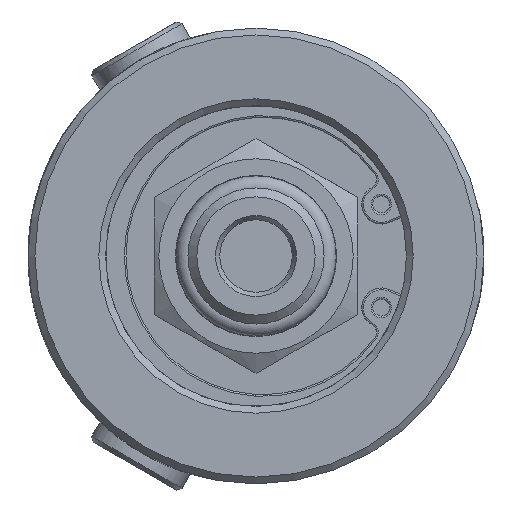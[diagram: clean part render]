
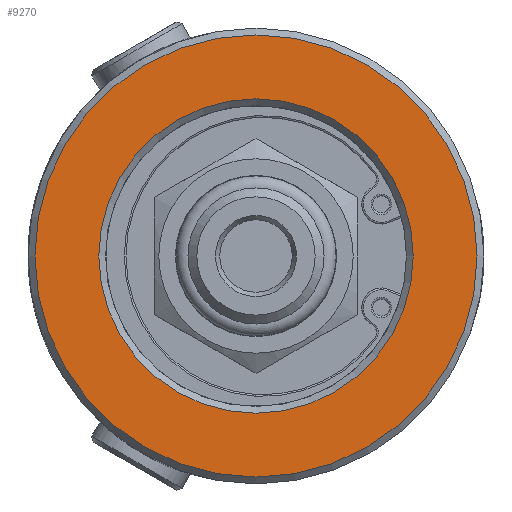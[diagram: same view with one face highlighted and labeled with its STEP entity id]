
A CAD part, left-side view. The second image highlights one B-rep face of the part: STEP entity #9270.
In plain terms, the highlighted planar face has unit normal (-1, 0, 0).
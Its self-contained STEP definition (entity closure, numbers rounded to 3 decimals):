
#373=FACE_BOUND('',#2750,.T.);
#496=PLANE('',#10034);
#2187=FACE_OUTER_BOUND('',#2749,.T.);
#2749=EDGE_LOOP('',(#6772,#6773));
#2750=EDGE_LOOP('',(#6774,#6775));
#3411=CIRCLE('',#10032,18.435);
#3412=CIRCLE('',#10033,18.435);
#3413=CIRCLE('',#10035,25.925);
#3414=CIRCLE('',#10036,25.925);
#3947=VERTEX_POINT('',#14307);
#3948=VERTEX_POINT('',#14309);
#3949=VERTEX_POINT('',#14313);
#3950=VERTEX_POINT('',#14314);
#5015=EDGE_CURVE('',#3948,#3947,#3411,.T.);
#5016=EDGE_CURVE('',#3947,#3948,#3412,.T.);
#5017=EDGE_CURVE('',#3949,#3950,#3413,.T.);
#5018=EDGE_CURVE('',#3950,#3949,#3414,.T.);
#6772=ORIENTED_EDGE('',*,*,#5017,.F.);
#6773=ORIENTED_EDGE('',*,*,#5018,.F.);
#6774=ORIENTED_EDGE('',*,*,#5015,.T.);
#6775=ORIENTED_EDGE('',*,*,#5016,.T.);
#9270=ADVANCED_FACE('',(#2187,#373),#496,.T.);
#10032=AXIS2_PLACEMENT_3D('',#14310,#11379,#11380);
#10033=AXIS2_PLACEMENT_3D('',#14311,#11381,#11382);
#10034=AXIS2_PLACEMENT_3D('',#14312,#11383,#11384);
#10035=AXIS2_PLACEMENT_3D('',#14315,#11385,#11386);
#10036=AXIS2_PLACEMENT_3D('',#14316,#11387,#11388);
#11379=DIRECTION('center_axis',(1.,0.,0.));
#11380=DIRECTION('ref_axis',(0.,1.,0.));
#11381=DIRECTION('center_axis',(1.,0.,0.));
#11382=DIRECTION('ref_axis',(0.,1.,0.));
#11383=DIRECTION('center_axis',(-1.,0.,0.));
#11384=DIRECTION('ref_axis',(0.,0.,1.));
#11385=DIRECTION('center_axis',(1.,0.,0.));
#11386=DIRECTION('ref_axis',(0.,1.,0.));
#11387=DIRECTION('center_axis',(1.,0.,0.));
#11388=DIRECTION('ref_axis',(0.,1.,0.));
#14307=CARTESIAN_POINT('',(0.,-18.435,0.));
#14309=CARTESIAN_POINT('',(0.,18.435,0.));
#14310=CARTESIAN_POINT('Origin',(0.,0.,0.));
#14311=CARTESIAN_POINT('Origin',(0.,0.,0.));
#14312=CARTESIAN_POINT('Origin',(0.,12.963,0.));
#14313=CARTESIAN_POINT('',(0.,25.925,0.));
#14314=CARTESIAN_POINT('',(0.,-25.925,0.));
#14315=CARTESIAN_POINT('Origin',(0.,0.,0.));
#14316=CARTESIAN_POINT('Origin',(0.,0.,0.));
